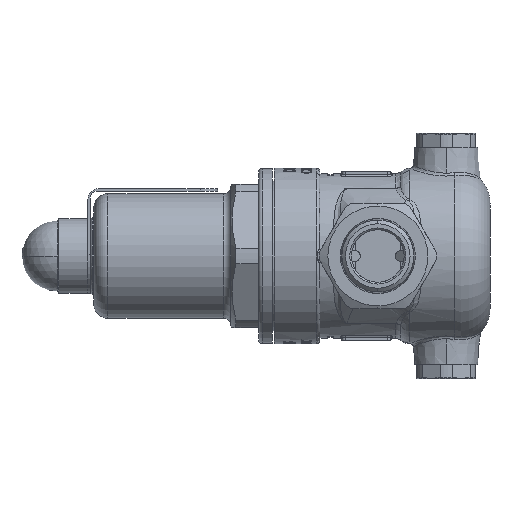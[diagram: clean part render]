
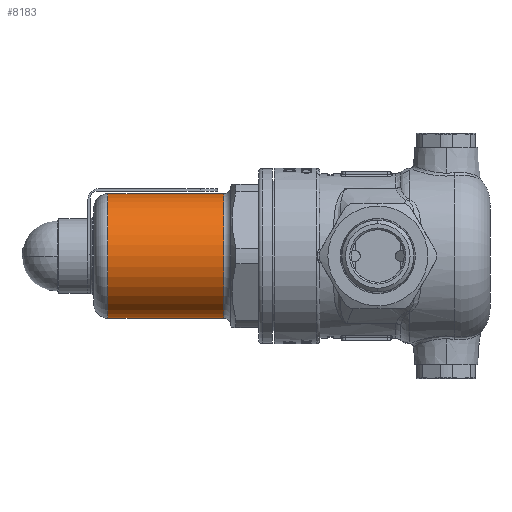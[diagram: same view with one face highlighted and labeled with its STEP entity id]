
A CAD part, left-side view. The second image highlights one B-rep face of the part: STEP entity #8183.
In plain terms, the highlighted cylindrical face has radius 17.75 mm (diameter 35.5 mm), a partial arc.
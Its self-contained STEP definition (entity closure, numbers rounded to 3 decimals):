
#7646 = CARTESIAN_POINT ( 'NONE',  ( 0., 132.957, 0. ) ) ;
#7660 = CYLINDRICAL_SURFACE ( 'NONE', #28754, 17.75 ) ;
#7661 = FACE_OUTER_BOUND ( 'NONE', #27708, .T. ) ;
#7671 = DIRECTION ( 'NONE',  ( 0., 1., 0. ) ) ;
#7672 = DIRECTION ( 'NONE',  ( 0., 0., 1. ) ) ;
#8183 = ADVANCED_FACE ( 'NONE', ( #7661 ), #7660, .T. ) ;
#13484 = LINE ( 'NONE', #13486, #46596 ) ;
#13486 = CARTESIAN_POINT ( 'NONE',  ( 0., 132.957, 17.75 ) ) ;
#13487 = DIRECTION ( 'NONE',  ( 0., 1., 0. ) ) ;
#18462 = EDGE_CURVE ( 'NONE', #40432, #40378, #46243, .T. ) ;
#18511 = EDGE_CURVE ( 'NONE', #40448, #40432, #26817, .T. ) ;
#18517 = EDGE_CURVE ( 'NONE', #40448, #40416, #46297, .T. ) ;
#18793 = EDGE_CURVE ( 'NONE', #40416, #40378, #13484, .T. ) ;
#24789 = ORIENTED_EDGE ( 'NONE', *, *, #18511, .F. ) ;
#24791 = ORIENTED_EDGE ( 'NONE', *, *, #18517, .T. ) ;
#24793 = ORIENTED_EDGE ( 'NONE', *, *, #18793, .T. ) ;
#24794 = ORIENTED_EDGE ( 'NONE', *, *, #18462, .F. ) ;
#26595 = CARTESIAN_POINT ( 'NONE',  ( 0., 77., 0. ) ) ;
#26596 = DIRECTION ( 'NONE',  ( 0., 1., 0. ) ) ;
#26597 = DIRECTION ( 'NONE',  ( 0., 0., 1. ) ) ;
#26811 = CARTESIAN_POINT ( 'NONE',  ( 0., 132.957, -17.75 ) ) ;
#26817 = LINE ( 'NONE', #26811, #46288 ) ;
#26821 = DIRECTION ( 'NONE',  ( 0., 1., 0. ) ) ;
#26847 = CARTESIAN_POINT ( 'NONE',  ( 0., 44., 0. ) ) ;
#26848 = DIRECTION ( 'NONE',  ( 0., 1., 0. ) ) ;
#26849 = DIRECTION ( 'NONE',  ( 0., 0., 1. ) ) ;
#27708 = EDGE_LOOP ( 'NONE', ( #24789, #24791, #24793, #24794 ) ) ;
#28754 = AXIS2_PLACEMENT_3D ( 'NONE', #7646, #7671, #7672 ) ;
#40378 = VERTEX_POINT ( 'NONE', #50018 ) ;
#40416 = VERTEX_POINT ( 'NONE', #50062 ) ;
#40432 = VERTEX_POINT ( 'NONE', #50078 ) ;
#40448 = VERTEX_POINT ( 'NONE', #50094 ) ;
#46241 = AXIS2_PLACEMENT_3D ( 'NONE', #26595, #26596, #26597 ) ;
#46243 = CIRCLE ( 'NONE', #46241, 17.75 ) ;
#46288 = VECTOR ( 'NONE', #26821, 1000. ) ;
#46297 = CIRCLE ( 'NONE', #46299, 17.75 ) ;
#46299 = AXIS2_PLACEMENT_3D ( 'NONE', #26847, #26848, #26849 ) ;
#46596 = VECTOR ( 'NONE', #13487, 1000. ) ;
#50018 = CARTESIAN_POINT ( 'NONE',  ( 0., 77., 17.75 ) ) ;
#50062 = CARTESIAN_POINT ( 'NONE',  ( 0., 44., 17.75 ) ) ;
#50078 = CARTESIAN_POINT ( 'NONE',  ( 0., 77., -17.75 ) ) ;
#50094 = CARTESIAN_POINT ( 'NONE',  ( 0., 44., -17.75 ) ) ;
